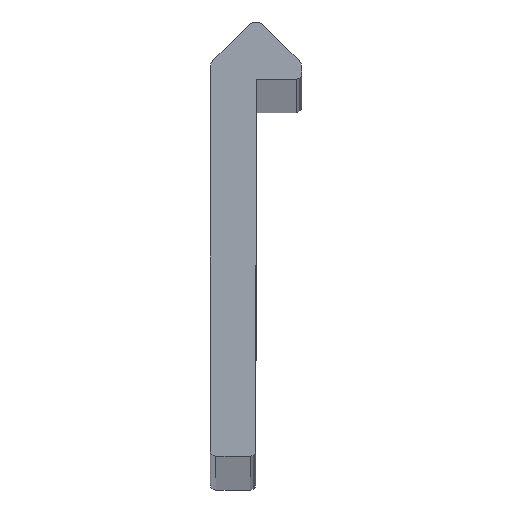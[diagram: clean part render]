
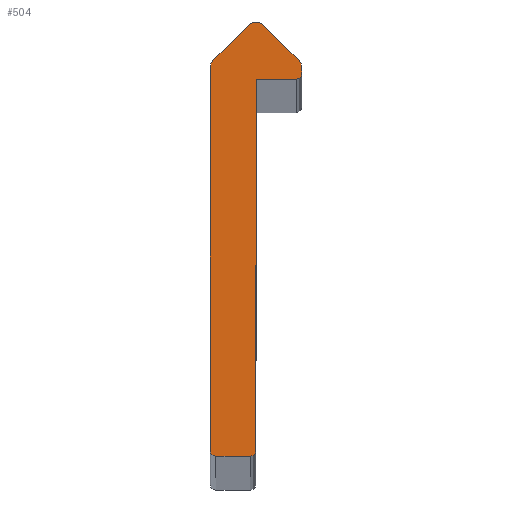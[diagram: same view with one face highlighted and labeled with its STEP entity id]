
A CAD part, top view. The second image highlights one B-rep face of the part: STEP entity #504.
In plain terms, the highlighted planar face has unit normal (0, 0, 1).
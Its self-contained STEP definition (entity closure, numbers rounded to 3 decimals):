
#2 = VERTEX_POINT ( 'NONE', #271 ) ;
#6 = VERTEX_POINT ( 'NONE', #143 ) ;
#7 = VERTEX_POINT ( 'NONE', #142 ) ;
#142 = CARTESIAN_POINT ( 'NONE',  ( 4.602, 20.478, 1000. ) ) ;
#143 = CARTESIAN_POINT ( 'NONE',  ( 2.02, 22.35, 1000. ) ) ;
#176 = VERTEX_POINT ( 'NONE', #251 ) ;
#184 = CARTESIAN_POINT ( 'NONE',  ( 2.073, 0., 1000. ) ) ;
#185 = CARTESIAN_POINT ( 'NONE',  ( 2.375, 0.302, 1000. ) ) ;
#191 = CARTESIAN_POINT ( 'NONE',  ( 0.302, 0., 1000. ) ) ;
#201 = VERTEX_POINT ( 'NONE', #254 ) ;
#202 = VERTEX_POINT ( 'NONE', #255 ) ;
#227 = VERTEX_POINT ( 'NONE', #184 ) ;
#228 = VERTEX_POINT ( 'NONE', #185 ) ;
#234 = VERTEX_POINT ( 'NONE', #191 ) ;
#251 = CARTESIAN_POINT ( 'NONE',  ( 0., 0.302, 1000. ) ) ;
#254 = CARTESIAN_POINT ( 'NONE',  ( 4.75, 20.121, 1000. ) ) ;
#255 = CARTESIAN_POINT ( 'NONE',  ( 4.448, 19.529, 1000. ) ) ;
#271 = CARTESIAN_POINT ( 'NONE',  ( 0., 20.122, 1000. ) ) ;
#298 = EDGE_LOOP ( 'NONE', ( #738, #739, #740, #741, #742, #743, #744, #745, #746, #747, #748, #749, #750 ) ) ;
#404 = VERTEX_POINT ( 'NONE', #1855 ) ;
#504 = ADVANCED_FACE ( 'NONE', ( #2133 ), #2346, .T. ) ;
#549 = EDGE_CURVE ( 'NONE', #2, #176, #2518, .T. ) ;
#738 = ORIENTED_EDGE ( 'NONE', *, *, #858, .T. ) ;
#739 = ORIENTED_EDGE ( 'NONE', *, *, #899, .T. ) ;
#740 = ORIENTED_EDGE ( 'NONE', *, *, #868, .T. ) ;
#741 = ORIENTED_EDGE ( 'NONE', *, *, #884, .T. ) ;
#742 = ORIENTED_EDGE ( 'NONE', *, *, #900, .T. ) ;
#743 = ORIENTED_EDGE ( 'NONE', *, *, #885, .T. ) ;
#744 = ORIENTED_EDGE ( 'NONE', *, *, #901, .T. ) ;
#745 = ORIENTED_EDGE ( 'NONE', *, *, #889, .T. ) ;
#746 = ORIENTED_EDGE ( 'NONE', *, *, #895, .T. ) ;
#747 = ORIENTED_EDGE ( 'NONE', *, *, #898, .T. ) ;
#748 = ORIENTED_EDGE ( 'NONE', *, *, #902, .T. ) ;
#749 = ORIENTED_EDGE ( 'NONE', *, *, #549, .T. ) ;
#750 = ORIENTED_EDGE ( 'NONE', *, *, #903, .T. ) ;
#858 = EDGE_CURVE ( 'NONE', #234, #227, #2586, .T. ) ;
#868 = EDGE_CURVE ( 'NONE', #228, #989, #2603, .T. ) ;
#884 = EDGE_CURVE ( 'NONE', #989, #202, #2629, .T. ) ;
#885 = EDGE_CURVE ( 'NONE', #404, #201, #2631, .T. ) ;
#889 = EDGE_CURVE ( 'NONE', #7, #1344, #2639, .T. ) ;
#895 = EDGE_CURVE ( 'NONE', #1344, #6, #2974, .T. ) ;
#898 = EDGE_CURVE ( 'NONE', #6, #1348, #2984, .T. ) ;
#899 = EDGE_CURVE ( 'NONE', #227, #228, #2986, .T. ) ;
#900 = EDGE_CURVE ( 'NONE', #202, #404, #2988, .T. ) ;
#901 = EDGE_CURVE ( 'NONE', #201, #7, #2989, .T. ) ;
#902 = EDGE_CURVE ( 'NONE', #1348, #2, #2990, .T. ) ;
#903 = EDGE_CURVE ( 'NONE', #176, #234, #2991, .T. ) ;
#989 = VERTEX_POINT ( 'NONE', #3204 ) ;
#1344 = VERTEX_POINT ( 'NONE', #3275 ) ;
#1348 = VERTEX_POINT ( 'NONE', #3277 ) ;
#1855 = CARTESIAN_POINT ( 'NONE',  ( 4.75, 19.831, 1000. ) ) ;
#2133 = FACE_OUTER_BOUND ( 'NONE', #298, .T. ) ;
#2328 = AXIS2_PLACEMENT_3D ( 'NONE', #2349, #2350, #2351 ) ;
#2346 = PLANE ( 'NONE',  #2328 ) ;
#2349 = CARTESIAN_POINT ( 'NONE',  ( 2.375, 21.994, 1000. ) ) ;
#2350 = DIRECTION ( 'NONE',  ( 0., 0., 1. ) ) ;
#2351 = DIRECTION ( 'NONE',  ( 1., 0., 0. ) ) ;
#2490 = CARTESIAN_POINT ( 'NONE',  ( 0., 20.33, 1000. ) ) ;
#2492 = DIRECTION ( 'NONE',  ( 0., -1., 0. ) ) ;
#2518 = LINE ( 'NONE', #2490, #2522 ) ;
#2522 = VECTOR ( 'NONE', #2492, 1000. ) ;
#2586 = LINE ( 'NONE', #2765, #2589 ) ;
#2589 = VECTOR ( 'NONE', #2766, 1000. ) ;
#2603 = LINE ( 'NONE', #2814, #2605 ) ;
#2605 = VECTOR ( 'NONE', #2815, 1000. ) ;
#2629 = LINE ( 'NONE', #2883, #2632 ) ;
#2631 = LINE ( 'NONE', #2885, #2634 ) ;
#2632 = VECTOR ( 'NONE', #2884, 1000. ) ;
#2634 = VECTOR ( 'NONE', #2886, 1000. ) ;
#2639 = LINE ( 'NONE', #2892, #2642 ) ;
#2642 = VECTOR ( 'NONE', #2893, 1000. ) ;
#2765 = CARTESIAN_POINT ( 'NONE',  ( 0., 0., 1000. ) ) ;
#2766 = DIRECTION ( 'NONE',  ( 1., 0., 0. ) ) ;
#2791 = AXIS2_PLACEMENT_3D ( 'NONE', #2906, #2907, #2908 ) ;
#2792 = AXIS2_PLACEMENT_3D ( 'NONE', #2913, #2914, #2915 ) ;
#2793 = AXIS2_PLACEMENT_3D ( 'NONE', #2916, #2917, #2918 ) ;
#2794 = AXIS2_PLACEMENT_3D ( 'NONE', #2919, #2920, #2921 ) ;
#2795 = AXIS2_PLACEMENT_3D ( 'NONE', #2922, #2923, #2924 ) ;
#2796 = AXIS2_PLACEMENT_3D ( 'NONE', #2925, #2926, #2927 ) ;
#2814 = CARTESIAN_POINT ( 'NONE',  ( 2.375, 0., 1000. ) ) ;
#2815 = DIRECTION ( 'NONE',  ( 0., 1., 0. ) ) ;
#2883 = CARTESIAN_POINT ( 'NONE',  ( 2.375, 19.529, 1000. ) ) ;
#2884 = DIRECTION ( 'NONE',  ( 1., 0., 0. ) ) ;
#2885 = CARTESIAN_POINT ( 'NONE',  ( 4.75, 19.529, 1000. ) ) ;
#2886 = DIRECTION ( 'NONE',  ( 0., 1., 0. ) ) ;
#2892 = CARTESIAN_POINT ( 'NONE',  ( 2.73, 22.35, 1000. ) ) ;
#2893 = DIRECTION ( 'NONE',  ( -0.707, 0.707, 0. ) ) ;
#2906 = CARTESIAN_POINT ( 'NONE',  ( 2.375, 21.994, 1000. ) ) ;
#2907 = DIRECTION ( 'NONE',  ( 0., 0., 1. ) ) ;
#2908 = DIRECTION ( 'NONE',  ( 1., 0., 0. ) ) ;
#2911 = CARTESIAN_POINT ( 'NONE',  ( 0., 20.33, 1000. ) ) ;
#2912 = DIRECTION ( 'NONE',  ( -0.707, -0.707, 0. ) ) ;
#2913 = CARTESIAN_POINT ( 'NONE',  ( 2.073, 0.302, 1000. ) ) ;
#2914 = DIRECTION ( 'NONE',  ( 0., 0., 1. ) ) ;
#2915 = DIRECTION ( 'NONE',  ( 1., 0., 0. ) ) ;
#2916 = CARTESIAN_POINT ( 'NONE',  ( 4.448, 19.831, 1000. ) ) ;
#2917 = DIRECTION ( 'NONE',  ( 0., 0., 1. ) ) ;
#2918 = DIRECTION ( 'NONE',  ( 1., 0., 0. ) ) ;
#2919 = CARTESIAN_POINT ( 'NONE',  ( 4.246, 20.121, 1000. ) ) ;
#2920 = DIRECTION ( 'NONE',  ( 0., 0., 1. ) ) ;
#2921 = DIRECTION ( 'NONE',  ( 1., 0., 0. ) ) ;
#2922 = CARTESIAN_POINT ( 'NONE',  ( 0.503, 20.122, 1000. ) ) ;
#2923 = DIRECTION ( 'NONE',  ( 0., 0., 1. ) ) ;
#2924 = DIRECTION ( 'NONE',  ( 1., 0., 0. ) ) ;
#2925 = CARTESIAN_POINT ( 'NONE',  ( 0.302, 0.302, 1000. ) ) ;
#2926 = DIRECTION ( 'NONE',  ( 0., 0., 1. ) ) ;
#2927 = DIRECTION ( 'NONE',  ( 1., 0., 0. ) ) ;
#2974 = CIRCLE ( 'NONE', #2791, 0.503 ) ;
#2984 = LINE ( 'NONE', #2911, #2987 ) ;
#2986 = CIRCLE ( 'NONE', #2792, 0.302 ) ;
#2987 = VECTOR ( 'NONE', #2912, 1000. ) ;
#2988 = CIRCLE ( 'NONE', #2793, 0.302 ) ;
#2989 = CIRCLE ( 'NONE', #2794, 0.504 ) ;
#2990 = CIRCLE ( 'NONE', #2795, 0.503 ) ;
#2991 = CIRCLE ( 'NONE', #2796, 0.302 ) ;
#3204 = CARTESIAN_POINT ( 'NONE',  ( 2.375, 19.529, 1000. ) ) ;
#3275 = CARTESIAN_POINT ( 'NONE',  ( 2.73, 22.35, 1000. ) ) ;
#3277 = CARTESIAN_POINT ( 'NONE',  ( 0.147, 20.478, 1000. ) ) ;
